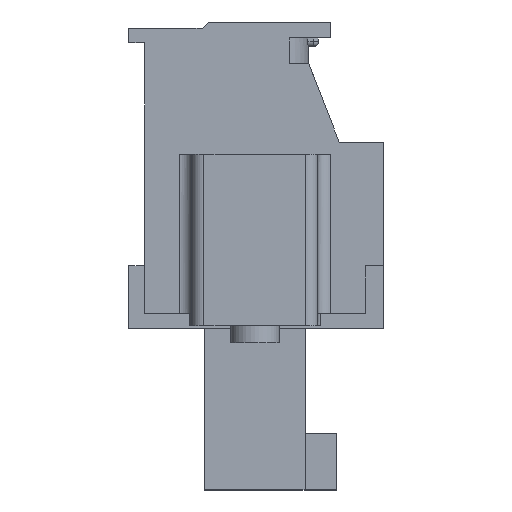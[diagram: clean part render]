
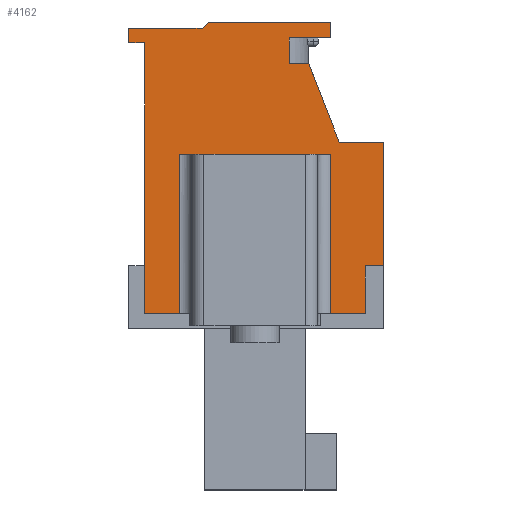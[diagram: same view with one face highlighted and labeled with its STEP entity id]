
A CAD part, left-side view. The second image highlights one B-rep face of the part: STEP entity #4162.
In plain terms, the highlighted planar face has unit normal (-1, 0, 0).
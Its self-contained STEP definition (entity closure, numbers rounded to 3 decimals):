
#4162 = ADVANCED_FACE( '', ( #8501 ), #8502, .T. );
#8501 = FACE_OUTER_BOUND( '', #13029, .T. );
#8502 = PLANE( '', #13030 );
#13029 = EDGE_LOOP( '', ( #24732, #24733, #24734, #24735, #24736, #24737, #24738, #24739, #24740, #24741, #24742, #24743, #24744, #24745, #24746, #24747, #24748, #24749, #24750, #24751 ) );
#13030 = AXIS2_PLACEMENT_3D( '', #24752, #24753, #24754 );
#24732 = ORIENTED_EDGE( '', *, *, #30044, .F. );
#24733 = ORIENTED_EDGE( '', *, *, #30988, .T. );
#24734 = ORIENTED_EDGE( '', *, *, #31684, .T. );
#24735 = ORIENTED_EDGE( '', *, *, #32486, .T. );
#24736 = ORIENTED_EDGE( '', *, *, #30568, .T. );
#24737 = ORIENTED_EDGE( '', *, *, #30496, .T. );
#24738 = ORIENTED_EDGE( '', *, *, #32487, .T. );
#24739 = ORIENTED_EDGE( '', *, *, #29714, .T. );
#24740 = ORIENTED_EDGE( '', *, *, #32488, .F. );
#24741 = ORIENTED_EDGE( '', *, *, #29003, .T. );
#24742 = ORIENTED_EDGE( '', *, *, #31111, .T. );
#24743 = ORIENTED_EDGE( '', *, *, #27895, .T. );
#24744 = ORIENTED_EDGE( '', *, *, #31586, .T. );
#24745 = ORIENTED_EDGE( '', *, *, #32489, .T. );
#24746 = ORIENTED_EDGE( '', *, *, #30975, .T. );
#24747 = ORIENTED_EDGE( '', *, *, #32490, .T. );
#24748 = ORIENTED_EDGE( '', *, *, #31308, .T. );
#24749 = ORIENTED_EDGE( '', *, *, #32194, .T. );
#24750 = ORIENTED_EDGE( '', *, *, #31687, .T. );
#24751 = ORIENTED_EDGE( '', *, *, #32319, .T. );
#24752 = CARTESIAN_POINT( '', ( -22.86, 0., 0. ) );
#24753 = DIRECTION( '', ( -1., 0., 0. ) );
#24754 = DIRECTION( '', ( 0., 0., 1. ) );
#27895 = EDGE_CURVE( '', #33517, #33518, #33519, .T. );
#29003 = EDGE_CURVE( '', #35423, #35421, #35424, .T. );
#29714 = EDGE_CURVE( '', #36578, #36579, #36580, .T. );
#30044 = EDGE_CURVE( '', #37095, #37097, #37098, .T. );
#30496 = EDGE_CURVE( '', #37769, #37767, #37770, .T. );
#30568 = EDGE_CURVE( '', #37879, #37769, #37880, .T. );
#30975 = EDGE_CURVE( '', #38449, #38450, #38451, .T. );
#30988 = EDGE_CURVE( '', #37095, #38467, #38470, .F. );
#31111 = EDGE_CURVE( '', #35421, #33517, #38646, .T. );
#31308 = EDGE_CURVE( '', #38933, #38934, #38935, .T. );
#31586 = EDGE_CURVE( '', #33518, #39314, #39315, .T. );
#31684 = EDGE_CURVE( '', #38467, #39443, #39445, .T. );
#31687 = EDGE_CURVE( '', #39450, #39448, #39451, .T. );
#32194 = EDGE_CURVE( '', #38934, #39450, #40073, .T. );
#32319 = EDGE_CURVE( '', #39448, #37097, #40211, .T. );
#32486 = EDGE_CURVE( '', #39443, #37879, #40392, .T. );
#32487 = EDGE_CURVE( '', #37767, #36578, #40393, .T. );
#32488 = EDGE_CURVE( '', #35423, #36579, #40394, .T. );
#32489 = EDGE_CURVE( '', #39314, #38449, #40395, .T. );
#32490 = EDGE_CURVE( '', #38450, #38933, #40396, .T. );
#33517 = VERTEX_POINT( '', #41728 );
#33518 = VERTEX_POINT( '', #41729 );
#33519 = LINE( '', #41730, #41731 );
#35421 = VERTEX_POINT( '', #44464 );
#35423 = VERTEX_POINT( '', #44467 );
#35424 = LINE( '', #44468, #44469 );
#36578 = VERTEX_POINT( '', #46186 );
#36579 = VERTEX_POINT( '', #46187 );
#36580 = LINE( '', #46188, #46189 );
#37095 = VERTEX_POINT( '', #46943 );
#37097 = VERTEX_POINT( '', #46945 );
#37098 = LINE( '', #46946, #46947 );
#37767 = VERTEX_POINT( '', #47991 );
#37769 = VERTEX_POINT( '', #47994 );
#37770 = LINE( '', #47995, #47996 );
#37879 = VERTEX_POINT( '', #48172 );
#37880 = LINE( '', #48173, #48174 );
#38449 = VERTEX_POINT( '', #49017 );
#38450 = VERTEX_POINT( '', #49018 );
#38451 = LINE( '', #49019, #49020 );
#38467 = VERTEX_POINT( '', #49044 );
#38470 = LINE( '', #49047, #49048 );
#38646 = LINE( '', #49331, #49332 );
#38933 = VERTEX_POINT( '', #49749 );
#38934 = VERTEX_POINT( '', #49750 );
#38935 = LINE( '', #49751, #49752 );
#39314 = VERTEX_POINT( '', #50339 );
#39315 = LINE( '', #50340, #50341 );
#39443 = VERTEX_POINT( '', #50537 );
#39445 = LINE( '', #50540, #50541 );
#39448 = VERTEX_POINT( '', #50545 );
#39450 = VERTEX_POINT( '', #50547 );
#39451 = LINE( '', #50548, #50549 );
#40073 = LINE( '', #51545, #51546 );
#40211 = LINE( '', #51745, #51746 );
#40392 = LINE( '', #52005, #52006 );
#40393 = LINE( '', #52007, #52008 );
#40394 = LINE( '', #52009, #52010 );
#40395 = LINE( '', #52011, #52012 );
#40396 = LINE( '', #52013, #52014 );
#41728 = CARTESIAN_POINT( '', ( -22.86, -3.1, 5.725 ) );
#41729 = CARTESIAN_POINT( '', ( -22.86, -3.1, 6.375 ) );
#41730 = CARTESIAN_POINT( '', ( -22.86, -3.1, 5.725 ) );
#41731 = VECTOR( '', #52918, 1000. );
#44464 = CARTESIAN_POINT( '', ( -22.86, -1.4, 5.725 ) );
#44467 = CARTESIAN_POINT( '', ( -22.86, -1.4, 4.675 ) );
#44468 = CARTESIAN_POINT( '', ( -22.86, -1.4, 4.675 ) );
#44469 = VECTOR( '', #54039, 1000. );
#46186 = CARTESIAN_POINT( '', ( -22.86, -3.45, 1.475 ) );
#46187 = CARTESIAN_POINT( '', ( -22.86, -2.2, 4.675 ) );
#46188 = CARTESIAN_POINT( '', ( -22.86, -3.45, 1.475 ) );
#46189 = VECTOR( '', #54706, 1000. );
#46943 = CARTESIAN_POINT( '', ( -22.86, -3.075, 0.975 ) );
#46945 = CARTESIAN_POINT( '', ( -22.86, 3.075, 0.975 ) );
#46946 = CARTESIAN_POINT( '', ( -22.86, -2.575, 0.975 ) );
#46947 = VECTOR( '', #55012, 1000. );
#47991 = CARTESIAN_POINT( '', ( -22.86, -5.25, 1.475 ) );
#47994 = CARTESIAN_POINT( '', ( -22.86, -5.25, -3.575 ) );
#47995 = CARTESIAN_POINT( '', ( -22.86, -5.25, -3.575 ) );
#47996 = VECTOR( '', #55438, 1000. );
#48172 = CARTESIAN_POINT( '', ( -22.86, -4.5, -3.575 ) );
#48173 = CARTESIAN_POINT( '', ( -22.86, -4.5, -3.575 ) );
#48174 = VECTOR( '', #55509, 1000. );
#49017 = CARTESIAN_POINT( '', ( -22.86, 2.153, 6.125 ) );
#49018 = CARTESIAN_POINT( '', ( -22.86, 5.15, 6.125 ) );
#49019 = CARTESIAN_POINT( '', ( -22.86, 2.153, 6.125 ) );
#49020 = VECTOR( '', #55860, 1000. );
#49044 = CARTESIAN_POINT( '', ( -22.86, -3.075, -5.525 ) );
#49047 = CARTESIAN_POINT( '', ( -22.86, -3.075, -5.525 ) );
#49048 = VECTOR( '', #55872, 1000. );
#49331 = CARTESIAN_POINT( '', ( -22.86, -2.2, 5.725 ) );
#49332 = VECTOR( '', #56003, 1000. );
#49749 = CARTESIAN_POINT( '', ( -22.86, 5.15, 5.525 ) );
#49750 = CARTESIAN_POINT( '', ( -22.86, 4.5, 5.525 ) );
#49751 = CARTESIAN_POINT( '', ( -22.86, 5.15, 5.525 ) );
#49752 = VECTOR( '', #56218, 1000. );
#50339 = CARTESIAN_POINT( '', ( -22.86, 1.9, 6.375 ) );
#50340 = CARTESIAN_POINT( '', ( -22.86, -3.1, 6.375 ) );
#50341 = VECTOR( '', #56454, 1000. );
#50537 = CARTESIAN_POINT( '', ( -22.86, -4.5, -5.525 ) );
#50540 = CARTESIAN_POINT( '', ( -22.86, 4.5, -5.525 ) );
#50541 = VECTOR( '', #56560, 1000. );
#50545 = CARTESIAN_POINT( '', ( -22.86, 3.075, -5.525 ) );
#50547 = CARTESIAN_POINT( '', ( -22.86, 4.5, -5.525 ) );
#50548 = CARTESIAN_POINT( '', ( -22.86, 4.5, -5.525 ) );
#50549 = VECTOR( '', #56565, 1000. );
#51545 = CARTESIAN_POINT( '', ( -22.86, 4.5, 5.525 ) );
#51546 = VECTOR( '', #56991, 1000. );
#51745 = CARTESIAN_POINT( '', ( -22.86, 3.075, 0. ) );
#51746 = VECTOR( '', #57080, 1000. );
#52005 = CARTESIAN_POINT( '', ( -22.86, -4.5, -5.525 ) );
#52006 = VECTOR( '', #57178, 1000. );
#52007 = CARTESIAN_POINT( '', ( -22.86, -5.25, 1.475 ) );
#52008 = VECTOR( '', #57179, 1000. );
#52009 = CARTESIAN_POINT( '', ( -22.86, -1.4, 4.675 ) );
#52010 = VECTOR( '', #57180, 1000. );
#52011 = CARTESIAN_POINT( '', ( -22.86, 1.9, 6.375 ) );
#52012 = VECTOR( '', #57181, 1000. );
#52013 = CARTESIAN_POINT( '', ( -22.86, 5.15, 6.125 ) );
#52014 = VECTOR( '', #57182, 1000. );
#52918 = DIRECTION( '', ( 0., 0., 1. ) );
#54039 = DIRECTION( '', ( 0., 0., 1. ) );
#54706 = DIRECTION( '', ( 0., 0.364, 0.931 ) );
#55012 = DIRECTION( '', ( 0., 1., 0. ) );
#55438 = DIRECTION( '', ( 0., 0., 1. ) );
#55509 = DIRECTION( '', ( 0., -1., 0. ) );
#55860 = DIRECTION( '', ( 0., 1., 0. ) );
#55872 = DIRECTION( '', ( 0., 0., 1. ) );
#56003 = DIRECTION( '', ( 0., -1., 0. ) );
#56218 = DIRECTION( '', ( 0., -1., 0. ) );
#56454 = DIRECTION( '', ( 0., 1., 0. ) );
#56560 = DIRECTION( '', ( 0., -1., 0. ) );
#56565 = DIRECTION( '', ( 0., -1., 0. ) );
#56991 = DIRECTION( '', ( 0., 0., -1. ) );
#57080 = DIRECTION( '', ( 0., 0., 1. ) );
#57178 = DIRECTION( '', ( 0., 0., 1. ) );
#57179 = DIRECTION( '', ( 0., 1., 0. ) );
#57180 = DIRECTION( '', ( 0., -1., 0. ) );
#57181 = DIRECTION( '', ( 0., 0.711, -0.704 ) );
#57182 = DIRECTION( '', ( 0., 0., -1. ) );
